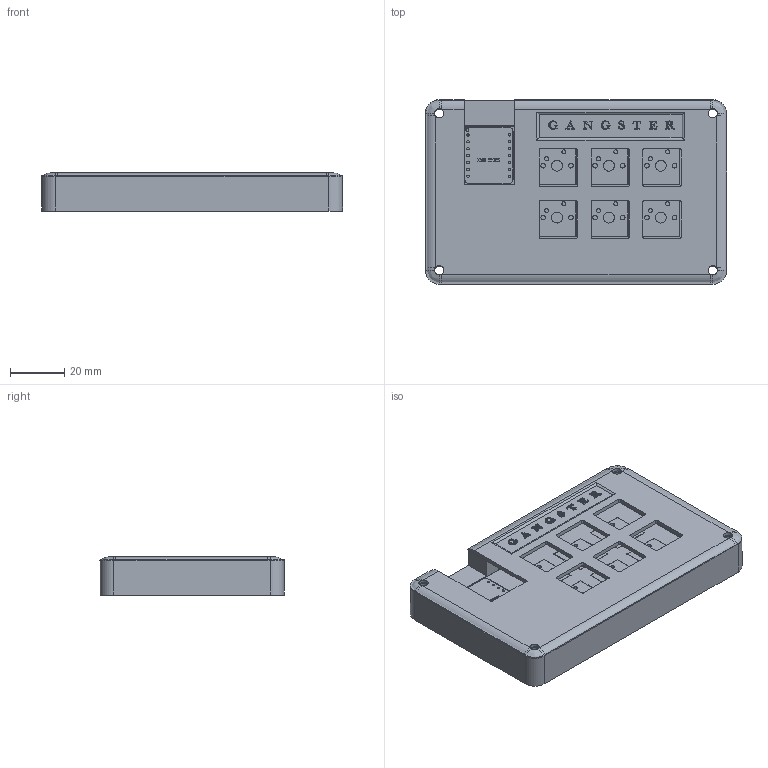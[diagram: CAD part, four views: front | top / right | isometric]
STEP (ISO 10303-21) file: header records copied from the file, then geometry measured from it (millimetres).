
FILE_DESCRIPTION(/* description */ ('','CAx-IF Rec.Pracs.---Representation and Presentation of Product Manufacturing Information (PMI)---4.0---2014-10-13'),/* implementation_level */ '2;1');
FILE_NAME(/* name */ 'all.step',/* time_stamp */ '2025-05-21T22:40:50+09:00',/* author */ (''),/* organization */ (''),/* preprocessor_version */ 'ST-DEVELOPER v20',/* originating_system */ 'Autodesk Translation Framework v13.20.0.188',/* authorisation */ '');
FILE_SCHEMA (('AP242_MANAGED_MODEL_BASED_3D_ENGINEERING_MIM_LF { 1 0 10303 442 1 1 4 }'));
Products named in the file (7): Keyboard_Top; Keyboard; Keeyboard al1k's; keyboard_pcb 1; Keyboard_silkscreen; Keyboard_soldermask; Keyboard_PCB
Assembly tree (5 placements, depth 3):
  Keyboard_Top
    Keyboard
    keyboard_pcb 1
      Keyboard_silkscreen
      Keyboard_soldermask
      Keyboard_PCB
  Keeyboard al1k's
Bounding box: 110.55 x 67.74 x 14.02 mm (x, y, z)
Volume: 64358.8 mm3; surface area: 52508.9 mm2
Topology: 3 solids, 65 shells, 1237 faces, 4506 edges, 3403 vertices
Faces by surface type: bspline 643, plane 493, cylinder 101
Full cylindrical faces by diameter (mm): 0.889 x14, 1.5 x12, 1.7 x12, 3.4 x8, 4 x6, 6 x4
Entity records: 55105 total; most frequent: CARTESIAN_POINT 20130, ORIENTED_EDGE 7811, DIRECTION 4977, EDGE_CURVE 4506, VERTEX_POINT 3403, LINE 2659, VECTOR 2659, EDGE_LOOP 1528
